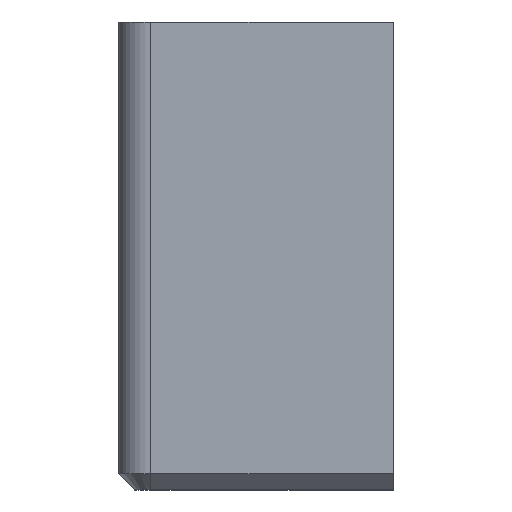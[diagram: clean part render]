
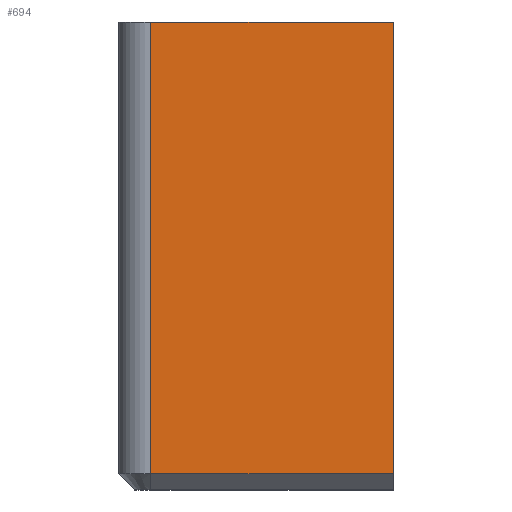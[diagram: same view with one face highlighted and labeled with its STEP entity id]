
A CAD part, left-side view. The second image highlights one B-rep face of the part: STEP entity #694.
In plain terms, the highlighted planar face has unit normal (-1, 0, 0).
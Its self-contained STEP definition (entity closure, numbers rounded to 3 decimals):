
#56=FACE_OUTER_BOUND('',#94,.T.);
#94=EDGE_LOOP('',(#505,#506,#507,#508));
#126=LINE('',#994,#212);
#153=LINE('',#1058,#239);
#154=LINE('',#1062,#240);
#155=LINE('',#1063,#241);
#212=VECTOR('',#799,10.);
#239=VECTOR('',#854,10.);
#240=VECTOR('',#859,10.);
#241=VECTOR('',#860,10.);
#298=VERTEX_POINT('',#991);
#299=VERTEX_POINT('',#993);
#322=VERTEX_POINT('',#1057);
#323=VERTEX_POINT('',#1061);
#361=EDGE_CURVE('',#298,#299,#126,.T.);
#393=EDGE_CURVE('',#299,#322,#153,.T.);
#395=EDGE_CURVE('',#323,#298,#154,.T.);
#396=EDGE_CURVE('',#322,#323,#155,.T.);
#505=ORIENTED_EDGE('',*,*,#361,.F.);
#506=ORIENTED_EDGE('',*,*,#395,.F.);
#507=ORIENTED_EDGE('',*,*,#396,.F.);
#508=ORIENTED_EDGE('',*,*,#393,.F.);
#660=PLANE('',#754);
#694=ADVANCED_FACE('',(#56),#660,.F.);
#754=AXIS2_PLACEMENT_3D('',#1060,#857,#858);
#799=DIRECTION('',(0.,1.,0.));
#854=DIRECTION('',(0.,0.,1.));
#857=DIRECTION('center_axis',(1.,0.,0.));
#858=DIRECTION('ref_axis',(0.,0.,-1.));
#859=DIRECTION('',(0.,0.,-1.));
#860=DIRECTION('',(0.,-1.,0.));
#991=CARTESIAN_POINT('',(61.7,113.104,-190.421));
#993=CARTESIAN_POINT('',(61.7,128.204,-190.421));
#994=CARTESIAN_POINT('',(61.7,116.704,-190.421));
#1057=CARTESIAN_POINT('',(61.7,128.204,-162.321));
#1058=CARTESIAN_POINT('',(61.7,128.204,-162.421));
#1060=CARTESIAN_POINT('Origin',(61.7,112.204,-162.421));
#1061=CARTESIAN_POINT('',(61.7,113.104,-162.321));
#1062=CARTESIAN_POINT('',(61.7,113.104,-162.421));
#1063=CARTESIAN_POINT('',(61.7,116.699,-162.321));
